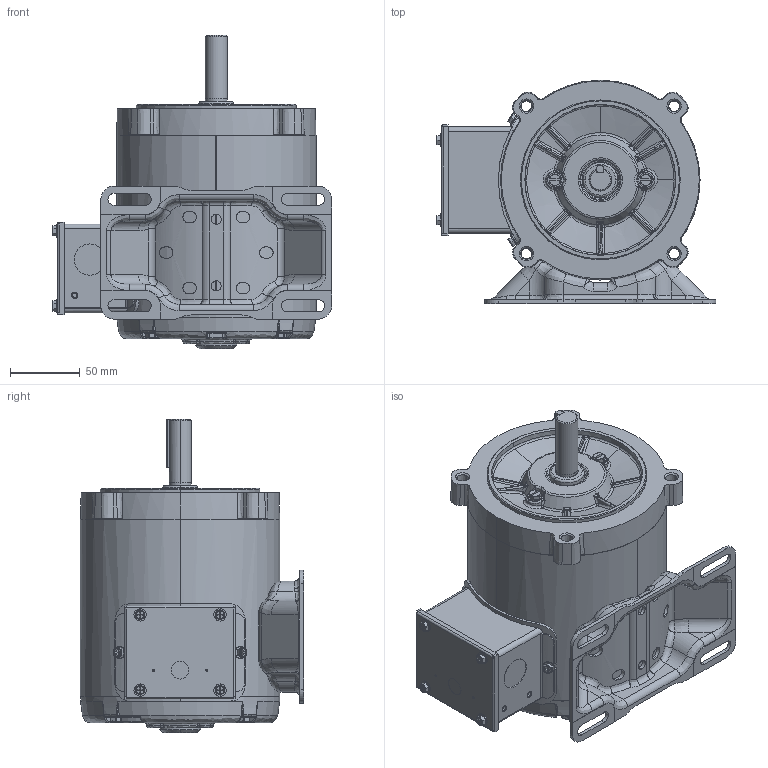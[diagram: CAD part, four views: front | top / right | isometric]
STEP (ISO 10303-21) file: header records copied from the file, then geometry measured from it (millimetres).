
FILE_DESCRIPTION (( 'STEP AP214' ), '1' );
FILE_NAME ('614-0004-003_RevE_56Z_1HP r1 Coord.STEP', '2021-07-29T13:51:09', ( '' ), ( '' ), 'SwSTEP 2.0', 'SolidWorks 2017', '' );
FILE_SCHEMA (( 'AUTOMOTIVE_DESIGN' ));
Length unit declared in the file: inch
Products named in the file (1): 614-0004-003_RevE_56Z_1HP r1 Coord
Bounding box: 199.87 x 159.76 x 224.47 mm (x, y, z)
Volume: 498004.8 mm3; surface area: 372532.8 mm2
Topology: 25 solids, 25 shells, 4169 faces, 9931 edges, 5758 vertices
Faces by surface type: plane 1801, bspline 1428, cylinder 576, cone 364
Entity records: 159233 total; most frequent: CARTESIAN_POINT 72268, ORIENTED_EDGE 19570, DIRECTION 16335, EDGE_CURVE 9785, AXIS2_PLACEMENT_3D 6230, VERTEX_POINT 5758, EDGE_LOOP 4351, FACE_OUTER_BOUND 4169
